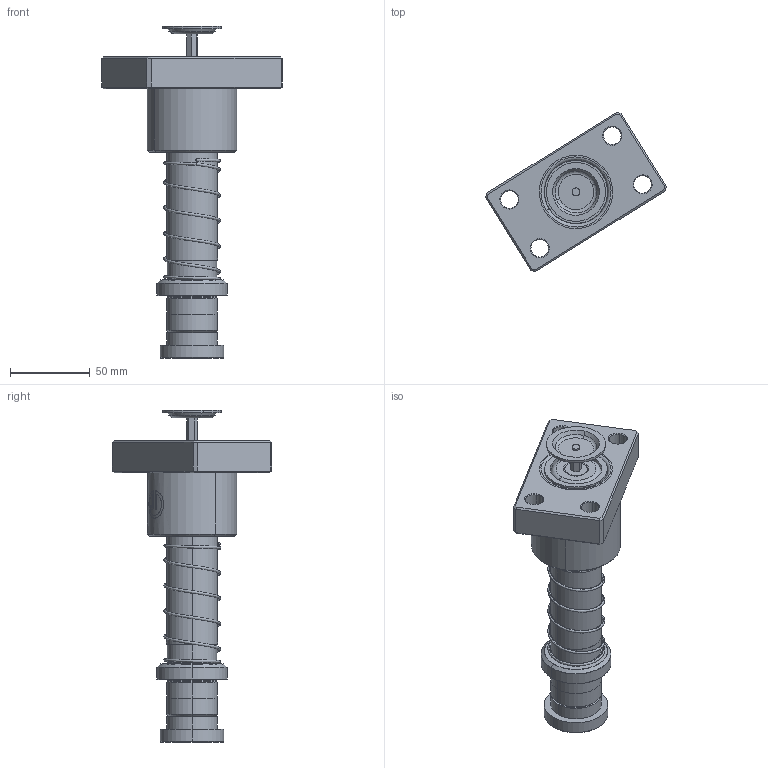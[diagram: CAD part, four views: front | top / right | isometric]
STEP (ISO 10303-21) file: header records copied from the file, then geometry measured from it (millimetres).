
FILE_DESCRIPTION (( 'STEP AP214' ), '1' );
FILE_NAME ('FRKS FRKJ-D32-L150(BL-60).STEP', '2021-09-11T10:56:43', ( '' ), ( '' ), 'SwSTEP 2.0', 'SolidWorks 2016', '' );
FILE_SCHEMA (( 'AUTOMOTIVE_DESIGN' ));
Length unit declared in the file: millimetre
Products named in the file (264): BALL-D4; HWP-D35.7-d32.5-L70; BSH-D39.5-32.5-L60郪蚾; GTM-M12蹟簽; SAB-32; TRPM-D32-L150; SAB-32-1; BSH-39.5-32.5-L60; FRKS FRKJ-D32-L150(BL-60); GTM-37; GTM-37郪蚾; GTM-3-縐种; TRPM蹟簽D32
Assembly tree (255 placements, depth 3):
  BALL-D4
  BALL-D4
  BALL-D4
  BALL-D4
  BALL-D4
Bounding box: 113.44 x 99.9 x 208.36 mm (x, y, z)
Volume: 306650.8 mm3; surface area: 119991.8 mm2
Topology: 247 solids, 247 shells, 1196 faces, 5024 edges, 3340 vertices
Faces by surface type: sphere 952, plane 78, cylinder 74, cone 48, torus 22, bspline 22
Entity records: 55528 total; most frequent: CARTESIAN_POINT 31976, ORIENTED_EDGE 4142, DIRECTION 3658, EDGE_CURVE 2071, AXIS2_PLACEMENT_3D 1697, VERTEX_POINT 1360, EDGE_LOOP 1237, B_SPLINE_CURVE_WITH_KNOTS 1056
